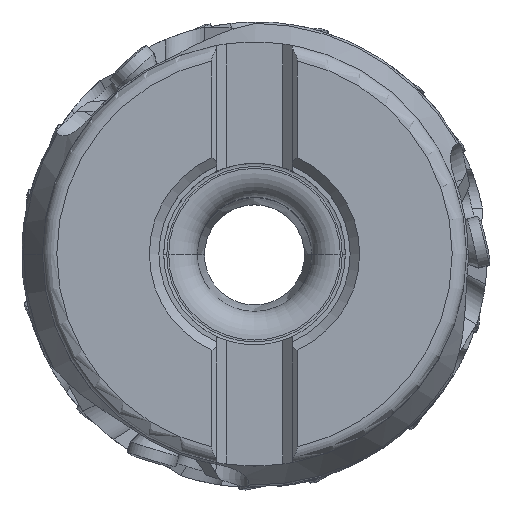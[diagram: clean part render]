
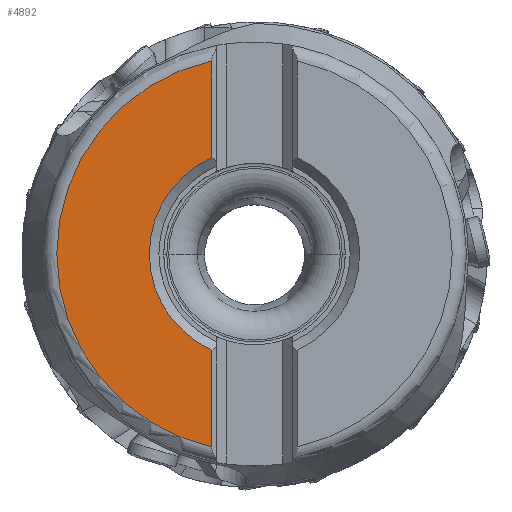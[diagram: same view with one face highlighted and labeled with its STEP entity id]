
A CAD part, top view. The second image highlights one B-rep face of the part: STEP entity #4892.
In plain terms, the highlighted planar face has unit normal (0, 0, 1).
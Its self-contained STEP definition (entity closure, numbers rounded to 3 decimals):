
#705=PLANE('',#29955);
#1652=LINE('',#47583,#3243);
#1653=LINE('',#47603,#3244);
#3243=VECTOR('',#33902,1.);
#3244=VECTOR('',#33913,1.);
#4892=ADVANCED_FACE('',(#7305),#705,.T.);
#7305=FACE_OUTER_BOUND('',#8865,.T.);
#8865=EDGE_LOOP('',(#12512,#12513,#12514,#12515,#12516));
#12512=ORIENTED_EDGE('',*,*,#24020,.F.);
#12513=ORIENTED_EDGE('',*,*,#24019,.F.);
#12514=ORIENTED_EDGE('',*,*,#24027,.F.);
#12515=ORIENTED_EDGE('',*,*,#24024,.F.);
#12516=ORIENTED_EDGE('',*,*,#24022,.F.);
#20979=VERTEX_POINT('',#47567);
#20980=VERTEX_POINT('',#47569);
#20981=VERTEX_POINT('',#47571);
#20982=VERTEX_POINT('',#47584);
#20983=VERTEX_POINT('',#47593);
#24019=EDGE_CURVE('',#20979,#20980,#27958,.T.);
#24020=EDGE_CURVE('',#20980,#20981,#27959,.T.);
#24022=EDGE_CURVE('',#20981,#20982,#1652,.T.);
#24024=EDGE_CURVE('',#20982,#20983,#27960,.T.);
#24027=EDGE_CURVE('',#20983,#20979,#1653,.T.);
#27958=CIRCLE('',#29946,20.725);
#27959=CIRCLE('',#29947,20.725);
#27960=CIRCLE('',#29950,11.025);
#29946=AXIS2_PLACEMENT_3D('',#47568,#33896,#33897);
#29947=AXIS2_PLACEMENT_3D('',#47570,#33898,#33899);
#29950=AXIS2_PLACEMENT_3D('',#47592,#33905,#33906);
#29955=AXIS2_PLACEMENT_3D('',#47605,#33916,#33917);
#33896=DIRECTION('',(0.,0.,-1.));
#33897=DIRECTION('',(-0.216,-0.976,0.));
#33898=DIRECTION('',(0.,0.,-1.));
#33899=DIRECTION('',(-1.,0.001,0.));
#33902=DIRECTION('',(0.,-1.,0.));
#33905=DIRECTION('',(0.,0.,1.));
#33906=DIRECTION('',(-0.405,0.914,0.));
#33913=DIRECTION('',(0.,-1.,0.));
#33916=DIRECTION('',(0.,0.,1.));
#33917=DIRECTION('',(-1.,0.,0.));
#47567=CARTESIAN_POINT('',(-4.47,-20.237,0.));
#47568=CARTESIAN_POINT('',(0.,0.,0.));
#47569=CARTESIAN_POINT('',(-20.725,0.02,0.));
#47570=CARTESIAN_POINT('',(0.,0.,0.));
#47571=CARTESIAN_POINT('',(-4.47,20.237,0.));
#47583=CARTESIAN_POINT('',(-4.47,20.237,0.));
#47584=CARTESIAN_POINT('',(-4.47,10.078,0.));
#47592=CARTESIAN_POINT('',(0.,0.,0.));
#47593=CARTESIAN_POINT('',(-4.47,-10.078,0.));
#47603=CARTESIAN_POINT('',(-4.47,-10.078,0.));
#47605=CARTESIAN_POINT('',(-12.597,0.,0.));
